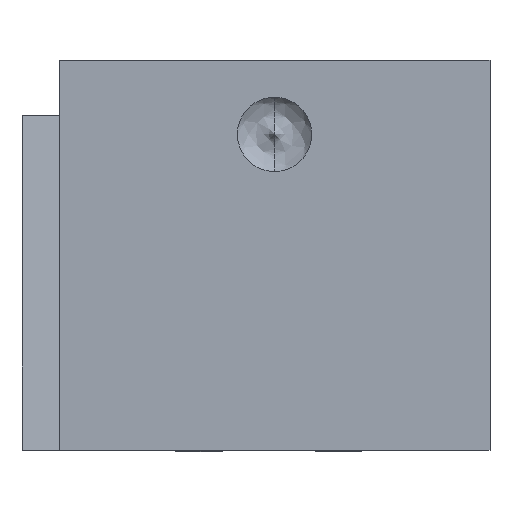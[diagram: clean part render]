
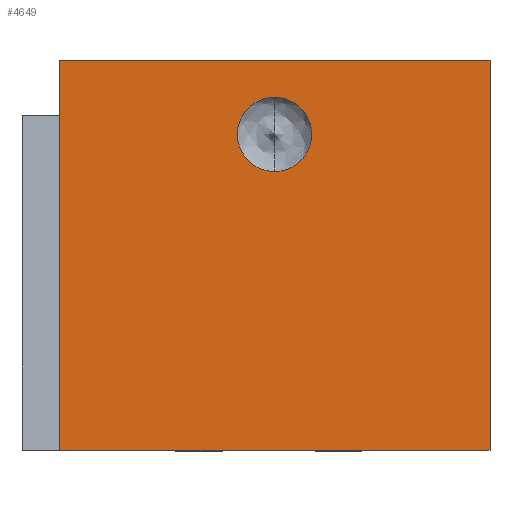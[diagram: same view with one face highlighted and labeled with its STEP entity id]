
A CAD part, left-side view. The second image highlights one B-rep face of the part: STEP entity #4649.
In plain terms, the highlighted planar face has unit normal (-1, 0, 0).
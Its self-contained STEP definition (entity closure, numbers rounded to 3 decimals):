
#786=DIRECTION('',(0.,1.,0.));
#787=VECTOR('',#786,11.6);
#788=CARTESIAN_POINT('',(4.65,-6.8,0.));
#789=LINE('',#788,#787);
#972=DIRECTION('',(0.,0.,-1.));
#973=VECTOR('',#972,10.5);
#974=CARTESIAN_POINT('',(4.65,-6.8,10.5));
#975=LINE('',#974,#973);
#2400=DIRECTION('',(0.,1.,0.));
#2401=VECTOR('',#2400,11.6);
#2402=CARTESIAN_POINT('',(4.65,-6.8,10.5));
#2403=LINE('',#2402,#2401);
#2407=CARTESIAN_POINT('',(4.65,-1.,8.5));
#2408=DIRECTION('',(-1.,0.,0.));
#2409=DIRECTION('',(0.,0.,1.));
#2410=AXIS2_PLACEMENT_3D('',#2407,#2408,#2409);
#2415=CARTESIAN_POINT('',(4.65,-1.,8.5));
#2416=DIRECTION('',(-1.,0.,0.));
#2417=DIRECTION('',(0.,0.,-1.));
#2418=AXIS2_PLACEMENT_3D('',#2415,#2416,#2417);
#2430=DIRECTION('',(0.,0.,1.));
#2431=VECTOR('',#2430,10.5);
#2432=CARTESIAN_POINT('',(4.65,4.8,0.));
#2433=LINE('',#2432,#2431);
#2592=CARTESIAN_POINT('',(4.65,-6.8,10.5));
#2593=CARTESIAN_POINT('',(4.65,4.8,10.5));
#2594=VERTEX_POINT('',#2592);
#2595=VERTEX_POINT('',#2593);
#2596=CARTESIAN_POINT('',(4.65,-6.8,0.));
#2597=VERTEX_POINT('',#2596);
#2598=CARTESIAN_POINT('',(4.65,4.8,0.));
#2599=VERTEX_POINT('',#2598);
#2772=CARTESIAN_POINT('',(4.65,-1.,9.5));
#2773=CARTESIAN_POINT('',(4.65,-1.,7.5));
#2774=VERTEX_POINT('',#2772);
#2775=VERTEX_POINT('',#2773);
#4631=CARTESIAN_POINT('',(4.65,-6.8,10.5));
#4632=DIRECTION('',(-1.,0.,0.));
#4633=DIRECTION('',(0.,0.,1.));
#4634=AXIS2_PLACEMENT_3D('',#4631,#4632,#4633);
#4635=PLANE('',#4634);
#4636=ORIENTED_EDGE('',*,*,#3322,.T.);
#4637=ORIENTED_EDGE('',*,*,#3244,.T.);
#4639=ORIENTED_EDGE('',*,*,#4638,.T.);
#4640=ORIENTED_EDGE('',*,*,#3007,.F.);
#4641=EDGE_LOOP('',(#4636,#4637,#4639,#4640));
#4642=FACE_OUTER_BOUND('',#4641,.F.);
#4644=ORIENTED_EDGE('',*,*,#4643,.T.);
#4646=ORIENTED_EDGE('',*,*,#4645,.T.);
#4647=EDGE_LOOP('',(#4644,#4646));
#4648=FACE_BOUND('',#4647,.F.);
#2411=CIRCLE('',#2410,1.);
#2419=CIRCLE('',#2418,1.);
#3007=EDGE_CURVE('',#2594,#2595,#2403,.T.);
#3244=EDGE_CURVE('',#2597,#2599,#789,.T.);
#3322=EDGE_CURVE('',#2594,#2597,#975,.T.);
#4638=EDGE_CURVE('',#2599,#2595,#2433,.T.);
#4643=EDGE_CURVE('',#2774,#2775,#2411,.T.);
#4645=EDGE_CURVE('',#2775,#2774,#2419,.T.);
#4649=ADVANCED_FACE('',(#4642,#4648),#4635,.T.);
